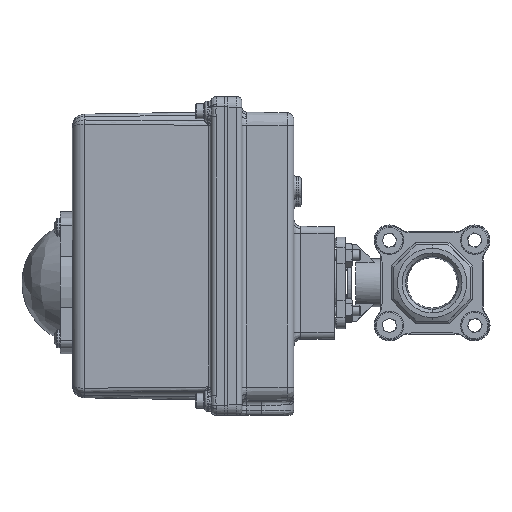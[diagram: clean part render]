
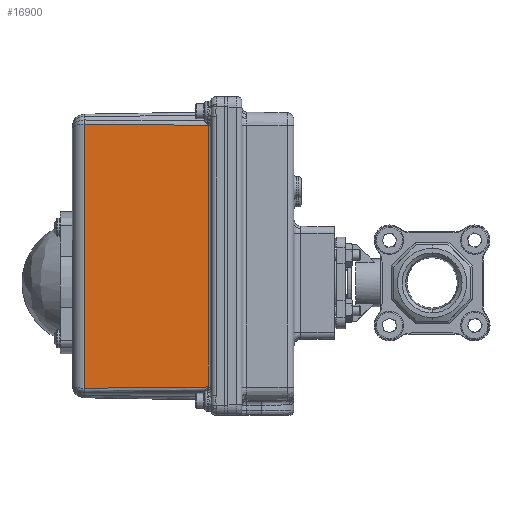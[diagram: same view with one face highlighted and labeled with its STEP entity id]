
A CAD part, left-side view. The second image highlights one B-rep face of the part: STEP entity #16900.
In plain terms, the highlighted planar face has unit normal (-1, 0.018, 0).
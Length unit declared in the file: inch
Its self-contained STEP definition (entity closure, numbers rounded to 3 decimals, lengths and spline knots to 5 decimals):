
#138 = CARTESIAN_POINT ( 'NONE',  ( -1.78379, 4.03291, -2.11599 ) ) ;
#1073 = VERTEX_POINT ( 'NONE', #26191 ) ;
#1196 = ORIENTED_EDGE ( 'NONE', *, *, #6058, .T. ) ;
#1641 = VECTOR ( 'NONE', #7830, 39.37008 ) ;
#2063 = CARTESIAN_POINT ( 'NONE',  ( -1.78379, 4.03291, 2.84187 ) ) ;
#2765 = VECTOR ( 'NONE', #25001, 39.37008 ) ;
#2949 = VERTEX_POINT ( 'NONE', #15350 ) ;
#3641 = EDGE_CURVE ( 'NONE', #1073, #32169, #5345, .T. ) ;
#4028 = EDGE_CURVE ( 'NONE', #32060, #9496, #5249, .T. ) ;
#4497 = CARTESIAN_POINT ( 'NONE',  ( -1.78362, 4.04237, -2.11599 ) ) ;
#4530 = EDGE_CURVE ( 'NONE', #10179, #9825, #19361, .T. ) ;
#4899 = EDGE_CURVE ( 'NONE', #9825, #2949, #16362, .T. ) ;
#5244 = EDGE_CURVE ( 'NONE', #2949, #13196, #27522, .T. ) ;
#5249 = LINE ( 'NONE', #8195, #7189 ) ;
#5295 = CARTESIAN_POINT ( 'NONE',  ( -1.78362, 4.04237, 2.85403 ) ) ;
#5345 = B_SPLINE_CURVE_WITH_KNOTS ( 'NONE', 3,
 ( #38268, #32159, #35286, #16736 ),
 .UNSPECIFIED., .F., .F.,
 ( 4, 4 ),
 ( 0., 1. ),
 .UNSPECIFIED. ) ;
#6058 = EDGE_CURVE ( 'NONE', #13196, #15857, #31701, .T. ) ;
#6219 = EDGE_LOOP ( 'NONE', ( #36065, #10632, #13526, #1196, #32877, #10722, #37101, #36235, #38684, #18372 ) ) ;
#6258 = CARTESIAN_POINT ( 'NONE',  ( -1.78901, 3.73378, -2.11599 ) ) ;
#6580 = EDGE_CURVE ( 'NONE', #15857, #1073, #26539, .T. ) ;
#7189 = VECTOR ( 'NONE', #20597, 39.37008 ) ;
#7481 = EDGE_CURVE ( 'NONE', #32060, #32169, #31846, .T. ) ;
#7830 = DIRECTION ( 'NONE',  ( 0.017, 1., -0.001 ) ) ;
#8195 = CARTESIAN_POINT ( 'NONE',  ( -1.74475, 6.26958, -2.11599 ) ) ;
#9306 = CARTESIAN_POINT ( 'NONE',  ( -1.77007, 4.81895, -1.88294 ) ) ;
#9353 = DIRECTION ( 'NONE',  ( -1., 0.017, 0. ) ) ;
#9496 = VERTEX_POINT ( 'NONE', #18024 ) ;
#9825 = VERTEX_POINT ( 'NONE', #37471 ) ;
#9965 = VECTOR ( 'NONE', #16192, 39.37008 ) ;
#10012 = CARTESIAN_POINT ( 'NONE',  ( -1.74478, 6.26735, -1.89901 ) ) ;
#10044 = DIRECTION ( 'NONE',  ( -0.017, -1., -0.001 ) ) ;
#10179 = VERTEX_POINT ( 'NONE', #24112 ) ;
#10632 = ORIENTED_EDGE ( 'NONE', *, *, #4899, .T. ) ;
#10722 = ORIENTED_EDGE ( 'NONE', *, *, #3641, .T. ) ;
#11027 = VECTOR ( 'NONE', #26235, 39.37008 ) ;
#13024 = CARTESIAN_POINT ( 'NONE',  ( -1.78371, 4.0373, 2.85185 ) ) ;
#13196 = VERTEX_POINT ( 'NONE', #2063 ) ;
#13526 = ORIENTED_EDGE ( 'NONE', *, *, #5244, .T. ) ;
#14989 = VERTEX_POINT ( 'NONE', #10012 ) ;
#15350 = CARTESIAN_POINT ( 'NONE',  ( -1.78379, 4.03291, -1.87786 ) ) ;
#15723 = AXIS2_PLACEMENT_3D ( 'NONE', #6258, #9353, #31115 ) ;
#15857 = VERTEX_POINT ( 'NONE', #5295 ) ;
#16182 = CARTESIAN_POINT ( 'NONE',  ( -1.78362, 4.04237, 2.85403 ) ) ;
#16192 = DIRECTION ( 'NONE',  ( 0., 0., -1. ) ) ;
#16362 = B_SPLINE_CURVE_WITH_KNOTS ( 'NONE', 3,
 ( #32538, #35518, #35645, #17106, #38765, #20176 ),
 .UNSPECIFIED., .F., .F.,
 ( 4, 2, 4 ),
 ( 0., 0.5, 1. ),
 .UNSPECIFIED. ) ;
#16736 = CARTESIAN_POINT ( 'NONE',  ( -1.74478, 6.26735, 2.86303 ) ) ;
#16900 = ADVANCED_FACE ( 'NONE', ( #36145 ), #24907, .T. ) ;
#17106 = CARTESIAN_POINT ( 'NONE',  ( -1.78377, 4.03379, -1.88331 ) ) ;
#17235 = LINE ( 'NONE', #29586, #1641 ) ;
#17314 = VECTOR ( 'NONE', #10044, 39.37008 ) ;
#18024 = CARTESIAN_POINT ( 'NONE',  ( -1.74475, 6.26958, -1.89901 ) ) ;
#18372 = ORIENTED_EDGE ( 'NONE', *, *, #37773, .T. ) ;
#19361 = LINE ( 'NONE', #4497, #11027 ) ;
#20176 = CARTESIAN_POINT ( 'NONE',  ( -1.78379, 4.03291, -1.87786 ) ) ;
#20597 = DIRECTION ( 'NONE',  ( 0., 0., -1. ) ) ;
#24112 = CARTESIAN_POINT ( 'NONE',  ( -1.78362, 4.04237, -1.87648 ) ) ;
#24907 = PLANE ( 'NONE',  #15723 ) ;
#25001 = DIRECTION ( 'NONE',  ( 0., 0., 1. ) ) ;
#26191 = CARTESIAN_POINT ( 'NONE',  ( -1.78362, 4.04237, 2.8405 ) ) ;
#26235 = DIRECTION ( 'NONE',  ( 0., 0., -1. ) ) ;
#26242 = B_SPLINE_CURVE_WITH_KNOTS ( 'NONE', 3,
 ( #33804, #40155, #9306, #31072 ),
 .UNSPECIFIED., .F., .F.,
 ( 4, 4 ),
 ( 0., 1. ),
 .UNSPECIFIED. ) ;
#26539 = LINE ( 'NONE', #34767, #9965 ) ;
#27522 = LINE ( 'NONE', #138, #2765 ) ;
#28481 = CARTESIAN_POINT ( 'NONE',  ( -1.78379, 4.03291, 2.84473 ) ) ;
#29586 = CARTESIAN_POINT ( 'NONE',  ( -1.74475, 6.26958, -1.89901 ) ) ;
#29849 = EDGE_CURVE ( 'NONE', #14989, #9496, #17235, .T. ) ;
#31072 = CARTESIAN_POINT ( 'NONE',  ( -1.78362, 4.04237, -1.87648 ) ) ;
#31115 = DIRECTION ( 'NONE',  ( 0.017, 1., 0. ) ) ;
#31622 = CARTESIAN_POINT ( 'NONE',  ( -1.78379, 4.03291, 2.84187 ) ) ;
#31701 = B_SPLINE_CURVE_WITH_KNOTS ( 'NONE', 3,
 ( #31622, #28481, #37595, #13024, #34763, #16182 ),
 .UNSPECIFIED., .F., .F.,
 ( 4, 2, 4 ),
 ( 0., 0.5, 1. ),
 .UNSPECIFIED. ) ;
#31846 = LINE ( 'NONE', #37092, #17314 ) ;
#32060 = VERTEX_POINT ( 'NONE', #36120 ) ;
#32159 = CARTESIAN_POINT ( 'NONE',  ( -1.77007, 4.81895, 2.84696 ) ) ;
#32169 = VERTEX_POINT ( 'NONE', #33673 ) ;
#32538 = CARTESIAN_POINT ( 'NONE',  ( -1.78362, 4.04237, -1.89001 ) ) ;
#32877 = ORIENTED_EDGE ( 'NONE', *, *, #6580, .T. ) ;
#33673 = CARTESIAN_POINT ( 'NONE',  ( -1.74478, 6.26735, 2.86303 ) ) ;
#33804 = CARTESIAN_POINT ( 'NONE',  ( -1.74478, 6.26735, -1.89901 ) ) ;
#34763 = CARTESIAN_POINT ( 'NONE',  ( -1.78367, 4.03957, 2.85333 ) ) ;
#34767 = CARTESIAN_POINT ( 'NONE',  ( -1.78362, 4.04237, -2.11599 ) ) ;
#35286 = CARTESIAN_POINT ( 'NONE',  ( -1.75712, 5.56061, 2.85447 ) ) ;
#35518 = CARTESIAN_POINT ( 'NONE',  ( -1.78367, 4.0396, -1.88932 ) ) ;
#35645 = CARTESIAN_POINT ( 'NONE',  ( -1.78371, 4.0373, -1.88781 ) ) ;
#36065 = ORIENTED_EDGE ( 'NONE', *, *, #4530, .T. ) ;
#36120 = CARTESIAN_POINT ( 'NONE',  ( -1.74475, 6.26958, 2.86303 ) ) ;
#36145 = FACE_OUTER_BOUND ( 'NONE', #6219, .T. ) ;
#36235 = ORIENTED_EDGE ( 'NONE', *, *, #4028, .T. ) ;
#37092 = CARTESIAN_POINT ( 'NONE',  ( -1.74478, 6.26735, 2.86303 ) ) ;
#37101 = ORIENTED_EDGE ( 'NONE', *, *, #7481, .F. ) ;
#37471 = CARTESIAN_POINT ( 'NONE',  ( -1.78362, 4.04237, -1.89001 ) ) ;
#37595 = CARTESIAN_POINT ( 'NONE',  ( -1.78377, 4.0338, 2.84732 ) ) ;
#37773 = EDGE_CURVE ( 'NONE', #14989, #10179, #26242, .T. ) ;
#38268 = CARTESIAN_POINT ( 'NONE',  ( -1.78362, 4.04237, 2.8405 ) ) ;
#38684 = ORIENTED_EDGE ( 'NONE', *, *, #29849, .F. ) ;
#38765 = CARTESIAN_POINT ( 'NONE',  ( -1.78379, 4.03291, -1.88075 ) ) ;
#40155 = CARTESIAN_POINT ( 'NONE',  ( -1.75712, 5.56061, -1.89045 ) ) ;
